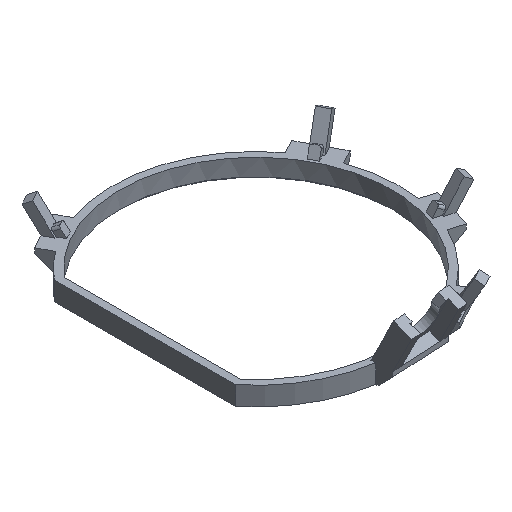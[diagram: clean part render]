
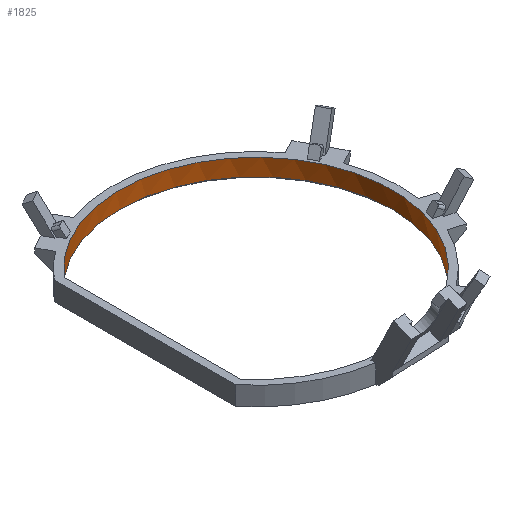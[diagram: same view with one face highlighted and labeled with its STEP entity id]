
A CAD part, isometric view. The second image highlights one B-rep face of the part: STEP entity #1825.
In plain terms, the highlighted cylindrical face has radius 29 mm (diameter 58 mm), a partial arc.
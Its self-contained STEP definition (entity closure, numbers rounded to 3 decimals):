
#39=CYLINDRICAL_SURFACE('',#1970,29.);
#75=CIRCLE('',#1968,29.);
#76=CIRCLE('',#1971,29.);
#77=CIRCLE('',#1972,29.);
#78=CIRCLE('',#1973,29.);
#156=FACE_OUTER_BOUND('',#251,.T.);
#251=EDGE_LOOP('',(#1524,#1525,#1526,#1527,#1528,#1529));
#451=LINE('',#2940,#671);
#452=LINE('',#2947,#672);
#671=VECTOR('',#2402,10.);
#672=VECTOR('',#2409,10.);
#855=VERTEX_POINT('',#2925);
#856=VERTEX_POINT('',#2930);
#857=VERTEX_POINT('',#2939);
#858=VERTEX_POINT('',#2941);
#859=VERTEX_POINT('',#2943);
#860=VERTEX_POINT('',#2945);
#1099=EDGE_CURVE('',#855,#856,#75,.T.);
#1102=EDGE_CURVE('',#855,#857,#451,.T.);
#1103=EDGE_CURVE('',#858,#857,#76,.T.);
#1104=EDGE_CURVE('',#859,#858,#77,.T.);
#1105=EDGE_CURVE('',#860,#859,#78,.T.);
#1106=EDGE_CURVE('',#856,#860,#452,.T.);
#1524=ORIENTED_EDGE('',*,*,#1099,.F.);
#1525=ORIENTED_EDGE('',*,*,#1102,.T.);
#1526=ORIENTED_EDGE('',*,*,#1103,.F.);
#1527=ORIENTED_EDGE('',*,*,#1104,.F.);
#1528=ORIENTED_EDGE('',*,*,#1105,.F.);
#1529=ORIENTED_EDGE('',*,*,#1106,.F.);
#1825=ADVANCED_FACE('',(#156),#39,.F.);
#1968=AXIS2_PLACEMENT_3D('',#2931,#2395,#2396);
#1970=AXIS2_PLACEMENT_3D('',#2938,#2400,#2401);
#1971=AXIS2_PLACEMENT_3D('',#2942,#2403,#2404);
#1972=AXIS2_PLACEMENT_3D('',#2944,#2405,#2406);
#1973=AXIS2_PLACEMENT_3D('',#2946,#2407,#2408);
#2395=DIRECTION('center_axis',(0.,0.,1.));
#2396=DIRECTION('ref_axis',(0.763,0.647,0.));
#2400=DIRECTION('center_axis',(0.,0.,1.));
#2401=DIRECTION('ref_axis',(1.,0.,0.));
#2402=DIRECTION('',(0.,0.,1.));
#2403=DIRECTION('center_axis',(0.,0.,-1.));
#2404=DIRECTION('ref_axis',(-0.763,-0.647,0.));
#2405=DIRECTION('center_axis',(0.,0.,-1.));
#2406=DIRECTION('ref_axis',(-0.763,-0.647,0.));
#2407=DIRECTION('center_axis',(0.,0.,-1.));
#2408=DIRECTION('ref_axis',(-0.763,-0.647,0.));
#2409=DIRECTION('',(0.,0.,1.));
#2925=CARTESIAN_POINT('',(-22.123,-18.75,0.4));
#2930=CARTESIAN_POINT('',(-22.123,18.75,0.4));
#2931=CARTESIAN_POINT('Origin',(0.,0.,0.4));
#2938=CARTESIAN_POINT('Origin',(0.,0.,0.));
#2939=CARTESIAN_POINT('',(-22.123,-18.75,4.));
#2940=CARTESIAN_POINT('',(-22.123,-18.75,0.));
#2941=CARTESIAN_POINT('',(-0.884,-28.987,4.));
#2942=CARTESIAN_POINT('Origin',(0.,0.,4.));
#2943=CARTESIAN_POINT('',(3.909,-28.735,4.));
#2944=CARTESIAN_POINT('Origin',(0.,0.,4.));
#2945=CARTESIAN_POINT('',(-22.123,18.75,4.));
#2946=CARTESIAN_POINT('Origin',(0.,0.,4.));
#2947=CARTESIAN_POINT('',(-22.123,18.75,0.));
